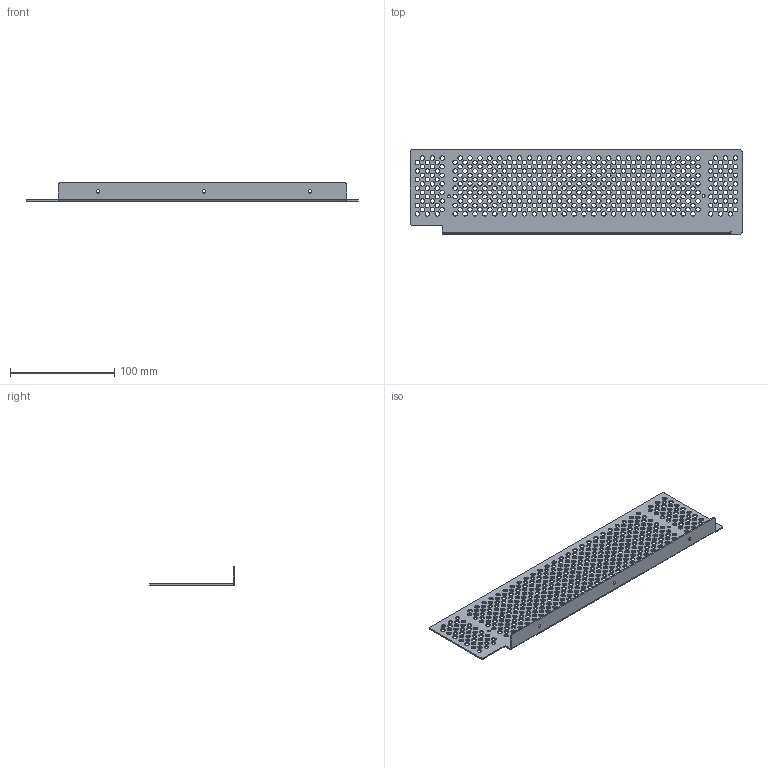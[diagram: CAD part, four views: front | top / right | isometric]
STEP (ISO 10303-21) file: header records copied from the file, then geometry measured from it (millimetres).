
FILE_DESCRIPTION (( 'STEP AP214' ), '1' );
FILE_NAME ('MAX_CARD_GUIDE_LEFT.STEP', '2025-08-23T23:54:15', ( '' ), ( '' ), 'SwSTEP 2.0', 'SolidWorks 2025', '' );
FILE_SCHEMA (( 'AUTOMOTIVE_DESIGN' ));
Length unit declared in the file: millimetre
Products named in the file (1): MAX_CARD_GUIDE_LEFT
Bounding box: 318.26 x 81.28 x 17.78 mm (x, y, z)
Volume: 29997.3 mm3; surface area: 55834.2 mm2
Topology: 1 solids, 1 shells, 910 faces, 2710 edges, 1802 vertices
Faces by surface type: cylinder 886, plane 18, cone 6
Entity records: 33419 total; most frequent: DIRECTION 6310, CARTESIAN_POINT 5423, ORIENTED_EDGE 5420, EDGE_CURVE 2710, AXIS2_PLACEMENT_3D 2689, VERTEX_POINT 1802, EDGE_LOOP 1788, CIRCLE 1778
